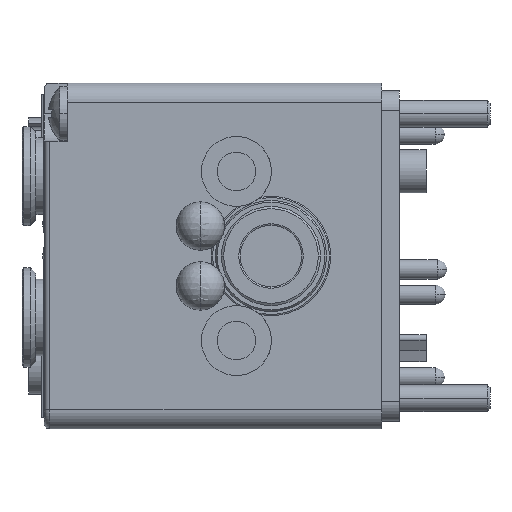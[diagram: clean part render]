
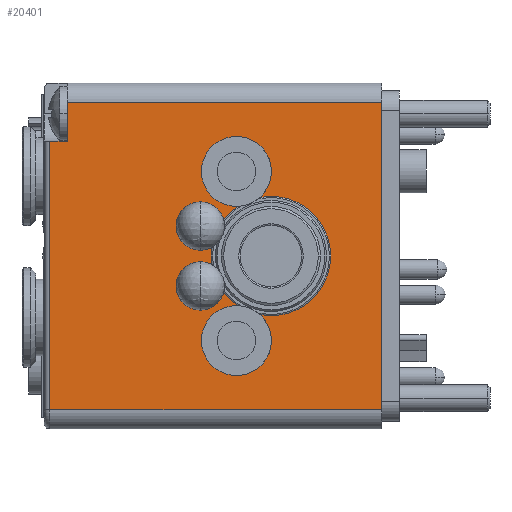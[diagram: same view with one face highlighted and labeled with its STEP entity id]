
A CAD part, left-side view. The second image highlights one B-rep face of the part: STEP entity #20401.
In plain terms, the highlighted planar face has unit normal (-1, 0, 0).
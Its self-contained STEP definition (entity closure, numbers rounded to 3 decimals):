
#283=CARTESIAN_POINT('',(0.,25.9,18.6));
#284=DIRECTION('',(1.,0.,0.));
#285=DIRECTION('',(0.,0.,-1.));
#286=AXIS2_PLACEMENT_3D('',#283,#284,#285);
#291=CARTESIAN_POINT('',(0.,25.9,18.6));
#292=DIRECTION('',(1.,0.,0.));
#293=DIRECTION('',(0.,0.,1.));
#294=AXIS2_PLACEMENT_3D('',#291,#292,#293);
#299=CARTESIAN_POINT('',(0.,25.9,26.4));
#300=DIRECTION('',(1.,0.,0.));
#301=DIRECTION('',(0.,0.,-1.));
#302=AXIS2_PLACEMENT_3D('',#299,#300,#301);
#307=CARTESIAN_POINT('',(0.,25.9,26.4));
#308=DIRECTION('',(1.,0.,0.));
#309=DIRECTION('',(0.,0.,1.));
#310=AXIS2_PLACEMENT_3D('',#307,#308,#309);
#315=CARTESIAN_POINT('',(0.,21.2,33.5));
#316=DIRECTION('',(1.,0.,0.));
#317=DIRECTION('',(0.,-0.042,-0.999));
#318=AXIS2_PLACEMENT_3D('',#315,#316,#317);
#323=CARTESIAN_POINT('',(0.,16.7,22.5));
#324=DIRECTION('',(1.,0.,0.));
#325=DIRECTION('',(0.,1.,0.));
#326=AXIS2_PLACEMENT_3D('',#323,#324,#325);
#331=CARTESIAN_POINT('',(0.,16.7,22.5));
#332=DIRECTION('',(1.,0.,0.));
#333=DIRECTION('',(0.,0.555,-0.832));
#334=AXIS2_PLACEMENT_3D('',#331,#332,#333);
#339=CARTESIAN_POINT('',(0.,21.2,11.5));
#340=DIRECTION('',(1.,0.,0.));
#341=DIRECTION('',(0.,0.,1.));
#342=AXIS2_PLACEMENT_3D('',#339,#340,#341);
#347=CARTESIAN_POINT('',(0.,21.2,11.5));
#348=DIRECTION('',(1.,0.,0.));
#349=DIRECTION('',(0.,0.,-1.));
#350=AXIS2_PLACEMENT_3D('',#347,#348,#349);
#355=CARTESIAN_POINT('',(0.,21.2,11.5));
#356=DIRECTION('',(1.,0.,0.));
#357=DIRECTION('',(0.,-0.671,0.742));
#358=AXIS2_PLACEMENT_3D('',#355,#356,#357);
#363=CARTESIAN_POINT('',(0.,16.7,22.5));
#364=DIRECTION('',(1.,0.,0.));
#365=DIRECTION('',(0.,-1.,0.));
#366=AXIS2_PLACEMENT_3D('',#363,#364,#365);
#371=CARTESIAN_POINT('',(0.,16.7,22.5));
#372=DIRECTION('',(1.,0.,0.));
#373=DIRECTION('',(0.,0.187,0.982));
#374=AXIS2_PLACEMENT_3D('',#371,#372,#373);
#379=CARTESIAN_POINT('',(0.,21.2,33.5));
#380=DIRECTION('',(1.,0.,0.));
#381=DIRECTION('',(0.,0.,1.));
#382=AXIS2_PLACEMENT_3D('',#379,#380,#381);
#387=CARTESIAN_POINT('',(0.,21.2,33.5));
#388=DIRECTION('',(1.,0.,0.));
#389=DIRECTION('',(0.,0.,-1.));
#390=AXIS2_PLACEMENT_3D('',#387,#388,#389);
#402=DIRECTION('',(0.,1.,0.));
#403=VECTOR('',#402,43.2);
#404=CARTESIAN_POINT('',(0.,2.3,2.5));
#405=LINE('',#404,#403);
#1146=DIRECTION('',(0.,0.,-1.));
#1147=VECTOR('',#1146,40.);
#1148=CARTESIAN_POINT('',(0.,2.3,42.5));
#1149=LINE('',#1148,#1147);
#1192=DIRECTION('',(0.,-1.,0.));
#1193=VECTOR('',#1192,40.9);
#1194=CARTESIAN_POINT('',(0.,43.2,42.5));
#1195=LINE('',#1194,#1193);
#1214=DIRECTION('',(0.,0.,1.));
#1215=VECTOR('',#1214,5.1);
#1216=CARTESIAN_POINT('',(0.,43.2,37.4));
#1217=LINE('',#1216,#1215);
#1444=DIRECTION('',(0.,-1.,0.));
#1445=VECTOR('',#1444,2.3);
#1446=CARTESIAN_POINT('',(0.,45.5,37.4));
#1447=LINE('',#1446,#1445);
#1451=DIRECTION('',(0.,0.,1.));
#1452=VECTOR('',#1451,34.9);
#1453=CARTESIAN_POINT('',(0.,45.5,2.5));
#1454=LINE('',#1453,#1452);
#16362=CARTESIAN_POINT('',(0.,18.149,30.125));
#17085=CARTESIAN_POINT('',(0.,25.9,16.625));
#17086=VERTEX_POINT('',#17085);
#17087=CARTESIAN_POINT('',(0.,25.9,20.575));
#17088=VERTEX_POINT('',#17087);
#17127=CARTESIAN_POINT('',(0.,25.9,24.425));
#17128=VERTEX_POINT('',#17127);
#17129=CARTESIAN_POINT('',(0.,25.9,28.375));
#17130=VERTEX_POINT('',#17129);
#17195=CARTESIAN_POINT('',(0.,24.461,22.5));
#17196=VERTEX_POINT('',#17195);
#17197=CARTESIAN_POINT('',(0.,21.01,16.046));
#17198=VERTEX_POINT('',#17197);
#17214=CARTESIAN_POINT('',(0.,21.2,6.95));
#17216=VERTEX_POINT('',#17214);
#17217=CARTESIAN_POINT('',(0.,18.149,14.875));
#17218=VERTEX_POINT('',#17217);
#17222=CARTESIAN_POINT('',(0.,21.2,16.05));
#17223=VERTEX_POINT('',#17222);
#17230=CARTESIAN_POINT('',(0.,8.939,22.5));
#17231=VERTEX_POINT('',#17230);
#17241=CARTESIAN_POINT('',(0.,21.2,28.95));
#17243=VERTEX_POINT('',#17241);
#17244=CARTESIAN_POINT('',(0.,21.01,28.954));
#17245=VERTEX_POINT('',#17244);
#17253=VERTEX_POINT('',#16362);
#17254=CARTESIAN_POINT('',(0.,21.2,38.05));
#17255=VERTEX_POINT('',#17254);
#19860=CARTESIAN_POINT('',(0.,43.2,37.4));
#19861=VERTEX_POINT('',#19860);
#19862=CARTESIAN_POINT('',(0.,43.2,42.5));
#19863=VERTEX_POINT('',#19862);
#19903=CARTESIAN_POINT('',(0.,45.5,37.4));
#19905=VERTEX_POINT('',#19903);
#19922=CARTESIAN_POINT('',(0.,2.3,42.5));
#19923=VERTEX_POINT('',#19922);
#19936=CARTESIAN_POINT('',(0.,2.3,2.5));
#19937=CARTESIAN_POINT('',(0.,45.5,2.5));
#19938=VERTEX_POINT('',#19936);
#19939=VERTEX_POINT('',#19937);
#20350=CARTESIAN_POINT('',(0.,2.3,42.5));
#20351=DIRECTION('',(-1.,0.,0.));
#20352=DIRECTION('',(0.,0.,1.));
#20353=AXIS2_PLACEMENT_3D('',#20350,#20351,#20352);
#20354=PLANE('',#20353);
#20356=ORIENTED_EDGE('',*,*,#20355,.T.);
#20358=ORIENTED_EDGE('',*,*,#20357,.T.);
#20360=ORIENTED_EDGE('',*,*,#20359,.T.);
#20362=ORIENTED_EDGE('',*,*,#20361,.T.);
#20364=ORIENTED_EDGE('',*,*,#20363,.T.);
#20366=ORIENTED_EDGE('',*,*,#20365,.T.);
#20367=EDGE_LOOP('',(#20356,#20358,#20360,#20362,#20364,#20366));
#20368=FACE_OUTER_BOUND('',#20367,.F.);
#20369=ORIENTED_EDGE('',*,*,#20329,.F.);
#20370=ORIENTED_EDGE('',*,*,#20345,.F.);
#20371=EDGE_LOOP('',(#20369,#20370));
#20372=FACE_BOUND('',#20371,.F.);
#20374=ORIENTED_EDGE('',*,*,#20373,.F.);
#20376=ORIENTED_EDGE('',*,*,#20375,.F.);
#20377=EDGE_LOOP('',(#20374,#20376));
#20378=FACE_BOUND('',#20377,.F.);
#20380=ORIENTED_EDGE('',*,*,#20379,.F.);
#20382=ORIENTED_EDGE('',*,*,#20381,.F.);
#20384=ORIENTED_EDGE('',*,*,#20383,.F.);
#20386=ORIENTED_EDGE('',*,*,#20385,.F.);
#20388=ORIENTED_EDGE('',*,*,#20387,.F.);
#20390=ORIENTED_EDGE('',*,*,#20389,.F.);
#20392=ORIENTED_EDGE('',*,*,#20391,.F.);
#20394=ORIENTED_EDGE('',*,*,#20393,.F.);
#20396=ORIENTED_EDGE('',*,*,#20395,.F.);
#20398=ORIENTED_EDGE('',*,*,#20397,.F.);
#20399=EDGE_LOOP('',(#20380,#20382,#20384,#20386,#20388,#20390,#20392,#20394,
#20396,#20398));
#20400=FACE_BOUND('',#20399,.F.);
#20401=ADVANCED_FACE('',(#20368,#20372,#20378,#20400),#20354,.T.);
#287=CIRCLE('',#286,1.975);
#295=CIRCLE('',#294,1.975);
#303=CIRCLE('',#302,1.975);
#311=CIRCLE('',#310,1.975);
#319=CIRCLE('',#318,4.55);
#327=CIRCLE('',#326,7.761);
#335=CIRCLE('',#334,7.761);
#343=CIRCLE('',#342,4.55);
#351=CIRCLE('',#350,4.55);
#359=CIRCLE('',#358,4.55);
#367=CIRCLE('',#366,7.761);
#375=CIRCLE('',#374,7.761);
#383=CIRCLE('',#382,4.55);
#391=CIRCLE('',#390,4.55);
#20329=EDGE_CURVE('',#17086,#17088,#287,.T.);
#20345=EDGE_CURVE('',#17088,#17086,#295,.T.);
#20355=EDGE_CURVE('',#19938,#19939,#405,.T.);
#20357=EDGE_CURVE('',#19939,#19905,#1454,.T.);
#20359=EDGE_CURVE('',#19905,#19861,#1447,.T.);
#20361=EDGE_CURVE('',#19861,#19863,#1217,.T.);
#20363=EDGE_CURVE('',#19863,#19923,#1195,.T.);
#20365=EDGE_CURVE('',#19923,#19938,#1149,.T.);
#20373=EDGE_CURVE('',#17128,#17130,#303,.T.);
#20375=EDGE_CURVE('',#17130,#17128,#311,.T.);
#20379=EDGE_CURVE('',#17245,#17243,#319,.T.);
#20381=EDGE_CURVE('',#17196,#17245,#327,.T.);
#20383=EDGE_CURVE('',#17198,#17196,#335,.T.);
#20385=EDGE_CURVE('',#17223,#17198,#343,.T.);
#20387=EDGE_CURVE('',#17216,#17223,#351,.T.);
#20389=EDGE_CURVE('',#17218,#17216,#359,.T.);
#20391=EDGE_CURVE('',#17231,#17218,#367,.T.);
#20393=EDGE_CURVE('',#17253,#17231,#375,.T.);
#20395=EDGE_CURVE('',#17255,#17253,#383,.T.);
#20397=EDGE_CURVE('',#17243,#17255,#391,.T.);
